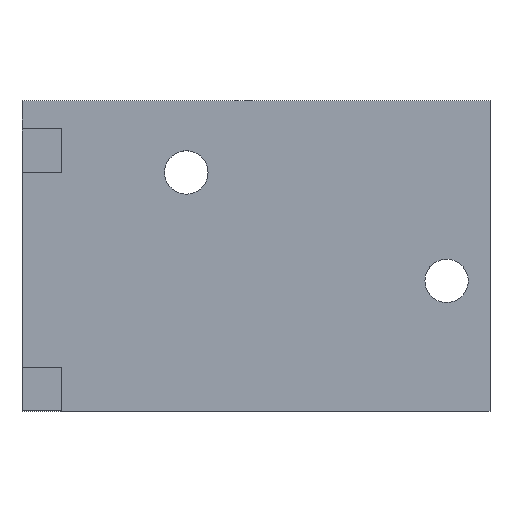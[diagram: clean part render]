
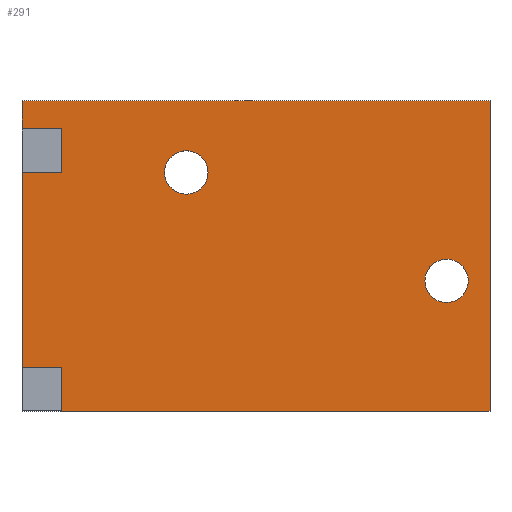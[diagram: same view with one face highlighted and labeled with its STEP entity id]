
A CAD part, top view. The second image highlights one B-rep face of the part: STEP entity #291.
In plain terms, the highlighted planar face has unit normal (0, 0, 1).
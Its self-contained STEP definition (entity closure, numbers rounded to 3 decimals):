
#19=FACE_BOUND('',#49,.T.);
#20=FACE_BOUND('',#50,.T.);
#23=CIRCLE('',#323,0.5);
#24=CIRCLE('',#324,0.5);
#31=FACE_OUTER_BOUND('',#48,.T.);
#48=EDGE_LOOP('',(#220,#221,#222,#223,#224,#225,#226,#227,#228,#229));
#49=EDGE_LOOP('',(#230));
#50=EDGE_LOOP('',(#231));
#59=LINE('',#412,#94);
#63=LINE('',#421,#98);
#70=LINE('',#435,#105);
#74=LINE('',#448,#109);
#76=LINE('',#452,#111);
#79=LINE('',#457,#114);
#80=LINE('',#459,#115);
#81=LINE('',#461,#116);
#82=LINE('',#462,#117);
#83=LINE('',#463,#118);
#94=VECTOR('',#337,1.);
#98=VECTOR('',#343,1.);
#105=VECTOR('',#352,10.);
#109=VECTOR('',#364,7.3);
#111=VECTOR('',#368,1.);
#114=VECTOR('',#373,0.8);
#115=VECTOR('',#374,1.);
#116=VECTOR('',#375,4.5);
#117=VECTOR('',#376,1.);
#118=VECTOR('',#377,7.25);
#129=VERTEX_POINT('',#410);
#130=VERTEX_POINT('',#411);
#133=VERTEX_POINT('',#419);
#134=VERTEX_POINT('',#420);
#138=VERTEX_POINT('',#429);
#140=VERTEX_POINT('',#433);
#145=VERTEX_POINT('',#447);
#146=VERTEX_POINT('',#451);
#148=VERTEX_POINT('',#458);
#149=VERTEX_POINT('',#460);
#150=VERTEX_POINT('',#464);
#151=VERTEX_POINT('',#466);
#155=EDGE_CURVE('',#129,#130,#59,.T.);
#159=EDGE_CURVE('',#133,#134,#63,.T.);
#166=EDGE_CURVE('',#138,#140,#70,.T.);
#172=EDGE_CURVE('',#145,#138,#74,.T.);
#174=EDGE_CURVE('',#146,#129,#76,.T.);
#177=EDGE_CURVE('',#140,#146,#79,.T.);
#178=EDGE_CURVE('',#148,#130,#80,.T.);
#179=EDGE_CURVE('',#149,#148,#81,.T.);
#180=EDGE_CURVE('',#133,#149,#82,.T.);
#181=EDGE_CURVE('',#134,#145,#83,.T.);
#182=EDGE_CURVE('',#150,#150,#23,.T.);
#183=EDGE_CURVE('',#151,#151,#24,.T.);
#220=ORIENTED_EDGE('',*,*,#166,.T.);
#221=ORIENTED_EDGE('',*,*,#177,.T.);
#222=ORIENTED_EDGE('',*,*,#174,.T.);
#223=ORIENTED_EDGE('',*,*,#155,.T.);
#224=ORIENTED_EDGE('',*,*,#178,.F.);
#225=ORIENTED_EDGE('',*,*,#179,.F.);
#226=ORIENTED_EDGE('',*,*,#180,.F.);
#227=ORIENTED_EDGE('',*,*,#159,.T.);
#228=ORIENTED_EDGE('',*,*,#181,.T.);
#229=ORIENTED_EDGE('',*,*,#172,.T.);
#230=ORIENTED_EDGE('',*,*,#182,.F.);
#231=ORIENTED_EDGE('',*,*,#183,.F.);
#278=PLANE('',#322);
#291=ADVANCED_FACE('',(#31,#19,#20),#278,.T.);
#322=AXIS2_PLACEMENT_3D('',#456,#371,#372);
#323=AXIS2_PLACEMENT_3D('',#465,#378,#379);
#324=AXIS2_PLACEMENT_3D('',#467,#380,#381);
#337=DIRECTION('',(0.,-1.,0.));
#343=DIRECTION('',(0.,-1.,0.));
#352=DIRECTION('',(-1.,0.,0.));
#364=DIRECTION('',(0.,1.,0.));
#368=DIRECTION('',(1.,0.,0.));
#371=DIRECTION('center_axis',(0.,0.,1.));
#372=DIRECTION('ref_axis',(1.,0.,0.));
#373=DIRECTION('',(0.,-1.,0.));
#374=DIRECTION('',(1.,0.,0.));
#375=DIRECTION('',(0.,1.,0.));
#376=DIRECTION('',(-1.,0.,0.));
#377=DIRECTION('',(1.,0.,0.));
#378=DIRECTION('center_axis',(0.,0.,1.));
#379=DIRECTION('ref_axis',(1.,0.,0.));
#380=DIRECTION('center_axis',(0.,0.,1.));
#381=DIRECTION('ref_axis',(1.,0.,0.));
#410=CARTESIAN_POINT('',(-5.387,3.25,1.));
#411=CARTESIAN_POINT('',(-5.387,2.25,1.));
#412=CARTESIAN_POINT('',(-5.387,2.25,1.));
#419=CARTESIAN_POINT('',(-5.387,-2.25,1.));
#420=CARTESIAN_POINT('',(-5.387,-3.25,1.));
#421=CARTESIAN_POINT('',(-5.387,-3.25,1.));
#429=CARTESIAN_POINT('',(4.5,3.9,1.));
#433=CARTESIAN_POINT('',(-6.287,3.9,1.));
#435=CARTESIAN_POINT('',(-1.625,3.9,1.));
#447=CARTESIAN_POINT('',(4.5,-3.25,1.));
#448=CARTESIAN_POINT('',(4.5,-3.25,1.));
#451=CARTESIAN_POINT('',(-6.287,3.25,1.));
#452=CARTESIAN_POINT('',(-6.287,3.25,1.));
#456=CARTESIAN_POINT('Origin',(-3.25,-3.25,1.));
#457=CARTESIAN_POINT('',(-6.287,4.05,1.));
#458=CARTESIAN_POINT('',(-6.287,2.25,1.));
#459=CARTESIAN_POINT('',(-6.287,2.25,1.));
#460=CARTESIAN_POINT('',(-6.287,-2.25,1.));
#461=CARTESIAN_POINT('',(-6.287,-2.25,1.));
#462=CARTESIAN_POINT('',(-5.287,-2.25,1.));
#463=CARTESIAN_POINT('',(-2.75,-3.25,1.));
#464=CARTESIAN_POINT('',(4.,-0.25,1.));
#465=CARTESIAN_POINT('Origin',(3.5,-0.25,1.));
#466=CARTESIAN_POINT('',(-2.,2.25,1.));
#467=CARTESIAN_POINT('Origin',(-2.5,2.25,1.));
